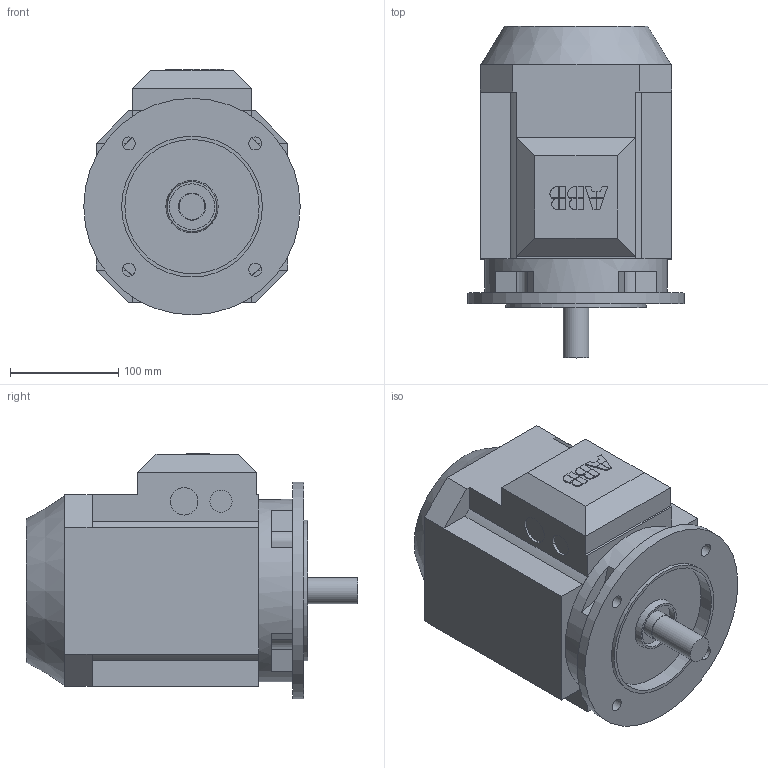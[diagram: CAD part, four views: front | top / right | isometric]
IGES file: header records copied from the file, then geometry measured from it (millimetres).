
Global section: file name: No Iges File Name specified; native system: AutoDesk Inventor R10; preprocessor: AutoDesk Inventor Iges Exporter R10; author: No Author specified; organization: No Organization specified; date: 20051018.164234; units: millimetre
Bounding box: 200 x 306.5 x 227 mm (x, y, z)
Volume: 6917433.7 mm3; surface area: 263457.9 mm2
Topology: 1 solids, 1 shells, 150 faces, 365 edges, 242 vertices
Faces by surface type: plane 108, bspline 21, revolution 12, cylinder 7, cone 2
Full cylindrical faces by diameter (mm): 24 x1, 25 x1, 130 x1, 168.5 x1, 200 x1
